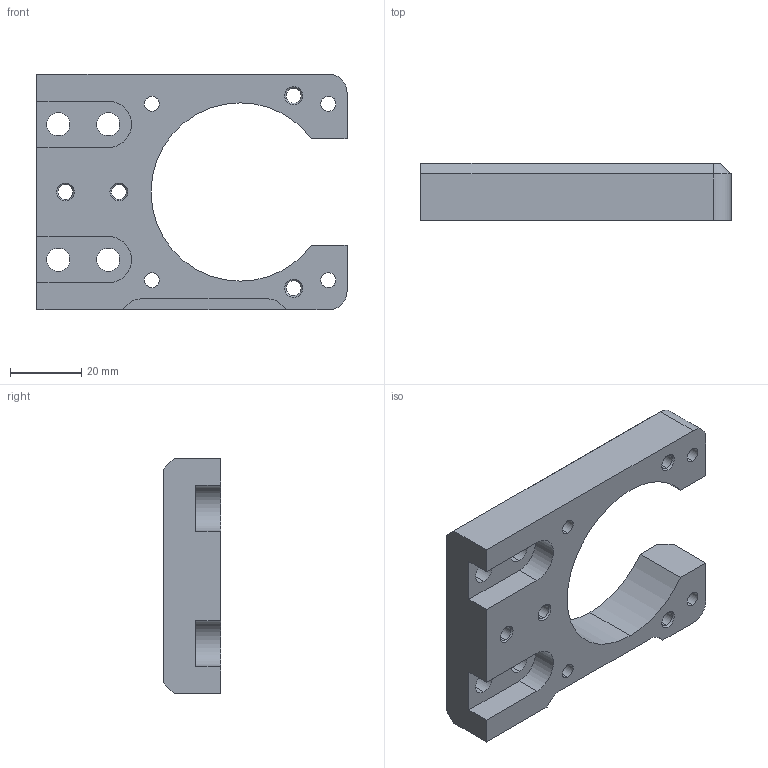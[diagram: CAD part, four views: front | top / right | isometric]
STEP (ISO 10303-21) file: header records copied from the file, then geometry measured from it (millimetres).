
FILE_DESCRIPTION (( 'STEP AP203' ), '1' );
FILE_NAME ('ÌÊ2.00.03.01.501 - Ïëèòà-1.STEP', '2020-05-18T11:28:51', ( '' ), ( '' ), 'SwSTEP 2.0', 'SolidWorks 2018', '' );
FILE_SCHEMA (( 'CONFIG_CONTROL_DESIGN' ));
Length unit declared in the file: millimetre
Products named in the file (1): ÌÊ2.00.03.01.501 - Ïëèòà-1
Bounding box: 87 x 16 x 66 mm (x, y, z)
Volume: 48021 mm3; surface area: 16006.7 mm2
Topology: 1 solids, 1 shells, 74 faces, 202 edges, 128 vertices
Faces by surface type: cylinder 33, plane 23, cone 18
Entity records: 2487 total; most frequent: DIRECTION 436, CARTESIAN_POINT 419, ORIENTED_EDGE 404, EDGE_CURVE 202, AXIS2_PLACEMENT_3D 161, VERTEX_POINT 128, LINE 114, VECTOR 114
